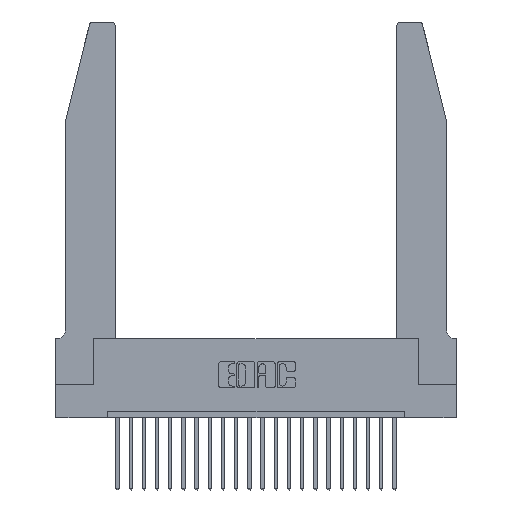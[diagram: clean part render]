
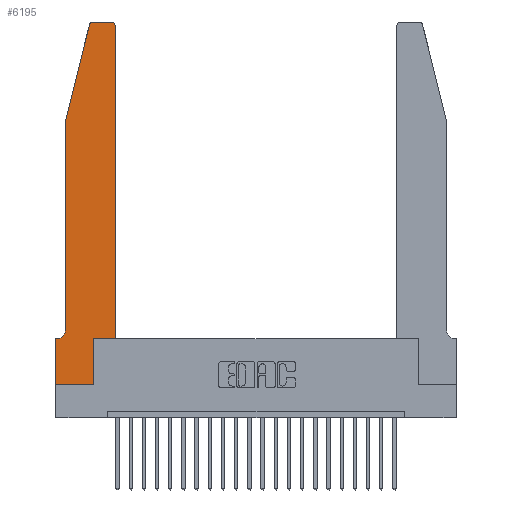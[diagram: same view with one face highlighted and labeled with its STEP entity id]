
A CAD part, top view. The second image highlights one B-rep face of the part: STEP entity #6195.
In plain terms, the highlighted planar face has unit normal (0, 0, 1).
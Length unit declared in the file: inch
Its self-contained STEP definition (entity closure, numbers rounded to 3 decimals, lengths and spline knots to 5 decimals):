
#172 = EDGE_CURVE ( 'NONE', #6193, #11607, #3798, .T. ) ;
#1087 = ORIENTED_EDGE ( 'NONE', *, *, #6299, .T. ) ;
#1240 = LINE ( 'NONE', #1521, #11688 ) ;
#1521 = CARTESIAN_POINT ( 'NONE',  ( 0.2865, 0.35, 0.37 ) ) ;
#1534 = VERTEX_POINT ( 'NONE', #19483 ) ;
#1950 = ORIENTED_EDGE ( 'NONE', *, *, #18337, .T. ) ;
#1986 = VECTOR ( 'NONE', #17943, 39.37008 ) ;
#2682 = ORIENTED_EDGE ( 'NONE', *, *, #172, .T. ) ;
#3683 = CARTESIAN_POINT ( 'NONE',  ( 0.0055, 0.42, 0.37 ) ) ;
#3789 = LINE ( 'NONE', #6776, #5538 ) ;
#3798 = LINE ( 'NONE', #4605, #22121 ) ;
#3863 = LINE ( 'NONE', #6035, #15548 ) ;
#3973 = AXIS2_PLACEMENT_3D ( 'NONE', #17506, #10139, #15784 ) ;
#4076 = EDGE_CURVE ( 'NONE', #20910, #16269, #7482, .T. ) ;
#4457 = FACE_OUTER_BOUND ( 'NONE', #19001, .T. ) ;
#4605 = CARTESIAN_POINT ( 'NONE',  ( 0.0755, 2., 0.37 ) ) ;
#4619 = EDGE_CURVE ( 'NONE', #5802, #22252, #19756, .T. ) ;
#5028 = CARTESIAN_POINT ( 'NONE',  ( 0., 0., 0.37 ) ) ;
#5176 = ORIENTED_EDGE ( 'NONE', *, *, #4076, .T. ) ;
#5195 = ORIENTED_EDGE ( 'NONE', *, *, #18146, .T. ) ;
#5211 = DIRECTION ( 'NONE',  ( -1., 0., 0. ) ) ;
#5347 = CARTESIAN_POINT ( 'NONE',  ( 0.0755, 2., 0.37 ) ) ;
#5538 = VECTOR ( 'NONE', #5211, 39.37008 ) ;
#5625 = VERTEX_POINT ( 'NONE', #10483 ) ;
#5802 = VERTEX_POINT ( 'NONE', #6876 ) ;
#6008 = ORIENTED_EDGE ( 'NONE', *, *, #7011, .T. ) ;
#6035 = CARTESIAN_POINT ( 'NONE',  ( 0., 0., 0.37 ) ) ;
#6193 = VERTEX_POINT ( 'NONE', #19655 ) ;
#6195 = ADVANCED_FACE ( 'NONE', ( #4457 ), #8844, .T. ) ;
#6299 = EDGE_CURVE ( 'NONE', #1534, #15538, #12638, .T. ) ;
#6776 = CARTESIAN_POINT ( 'NONE',  ( 0.0755, 0.35, 0.37 ) ) ;
#6876 = CARTESIAN_POINT ( 'NONE',  ( 0.4205, 2.75, 0.37 ) ) ;
#7011 = EDGE_CURVE ( 'NONE', #16269, #1534, #1240, .T. ) ;
#7308 = AXIS2_PLACEMENT_3D ( 'NONE', #20510, #7324, #9410 ) ;
#7324 = DIRECTION ( 'NONE',  ( 0., 0., 1. ) ) ;
#7482 = LINE ( 'NONE', #5028, #1986 ) ;
#7526 = VECTOR ( 'NONE', #8961, 39.37008 ) ;
#7656 = VECTOR ( 'NONE', #11699, 39.37008 ) ;
#8131 = CARTESIAN_POINT ( 'NONE',  ( 0.4505, 2.72, 0.37 ) ) ;
#8196 = CIRCLE ( 'NONE', #11040, 0.03 ) ;
#8221 = EDGE_CURVE ( 'NONE', #14345, #15912, #3789, .T. ) ;
#8288 = CARTESIAN_POINT ( 'NONE',  ( 0., 0.35, 0.37 ) ) ;
#8445 = CIRCLE ( 'NONE', #3973, 0.03 ) ;
#8844 = PLANE ( 'NONE',  #7308 ) ;
#8925 = EDGE_CURVE ( 'NONE', #15538, #14418, #16908, .T. ) ;
#8961 = DIRECTION ( 'NONE',  ( 0., 1., 0. ) ) ;
#9167 = CARTESIAN_POINT ( 'NONE',  ( 0., 0., 0.37 ) ) ;
#9410 = DIRECTION ( 'NONE',  ( 1., 0., 0. ) ) ;
#9971 = CARTESIAN_POINT ( 'NONE',  ( 0.4505, 0.35, 0.37 ) ) ;
#10052 = ORIENTED_EDGE ( 'NONE', *, *, #13746, .T. ) ;
#10139 = DIRECTION ( 'NONE',  ( 0., 0., 1. ) ) ;
#10483 = CARTESIAN_POINT ( 'NONE',  ( 0.0755, 0.42, 0.37 ) ) ;
#10486 = CARTESIAN_POINT ( 'NONE',  ( 0.2605, 2.75, 0.37 ) ) ;
#10643 = DIRECTION ( 'NONE',  ( -1., 0., 0. ) ) ;
#10814 = VECTOR ( 'NONE', #13864, 39.37008 ) ;
#11005 = DIRECTION ( 'NONE',  ( 0., 1., 0. ) ) ;
#11040 = AXIS2_PLACEMENT_3D ( 'NONE', #15431, #11897, #17235 ) ;
#11179 = EDGE_CURVE ( 'NONE', #5625, #14345, #20603, .T. ) ;
#11535 = ORIENTED_EDGE ( 'NONE', *, *, #15434, .T. ) ;
#11607 = VERTEX_POINT ( 'NONE', #5347 ) ;
#11688 = VECTOR ( 'NONE', #11005, 39.37008 ) ;
#11699 = DIRECTION ( 'NONE',  ( 1., 0., 0. ) ) ;
#11897 = DIRECTION ( 'NONE',  ( 0., 0., 1. ) ) ;
#12298 = CARTESIAN_POINT ( 'NONE',  ( 0.0755, 2., 0.37 ) ) ;
#12638 = LINE ( 'NONE', #20808, #7656 ) ;
#12848 = LINE ( 'NONE', #12298, #10814 ) ;
#13290 = CARTESIAN_POINT ( 'NONE',  ( 0.2865, 0., 0.37 ) ) ;
#13549 = ORIENTED_EDGE ( 'NONE', *, *, #8925, .T. ) ;
#13746 = EDGE_CURVE ( 'NONE', #15912, #20910, #3863, .T. ) ;
#13864 = DIRECTION ( 'NONE',  ( 0., -1., 0. ) ) ;
#14345 = VERTEX_POINT ( 'NONE', #21084 ) ;
#14418 = VERTEX_POINT ( 'NONE', #8131 ) ;
#14427 = ORIENTED_EDGE ( 'NONE', *, *, #4619, .T. ) ;
#14783 = VECTOR ( 'NONE', #10643, 39.37008 ) ;
#15431 = CARTESIAN_POINT ( 'NONE',  ( 0.4205, 2.72, 0.37 ) ) ;
#15434 = EDGE_CURVE ( 'NONE', #22252, #6193, #8445, .T. ) ;
#15538 = VERTEX_POINT ( 'NONE', #9971 ) ;
#15548 = VECTOR ( 'NONE', #19100, 39.37008 ) ;
#15784 = DIRECTION ( 'NONE',  ( 1., 0., 0. ) ) ;
#15912 = VERTEX_POINT ( 'NONE', #8288 ) ;
#16269 = VERTEX_POINT ( 'NONE', #13290 ) ;
#16504 = CARTESIAN_POINT ( 'NONE',  ( 0.284, 2.75, 0.37 ) ) ;
#16746 = DIRECTION ( 'NONE',  ( -1., 0., 0. ) ) ;
#16908 = LINE ( 'NONE', #19934, #7526 ) ;
#17235 = DIRECTION ( 'NONE',  ( 1., 0., 0. ) ) ;
#17506 = CARTESIAN_POINT ( 'NONE',  ( 0.284, 2.72, 0.37 ) ) ;
#17622 = DIRECTION ( 'NONE',  ( -0.239, -0.971, 0. ) ) ;
#17943 = DIRECTION ( 'NONE',  ( 1., 0., 0. ) ) ;
#18146 = EDGE_CURVE ( 'NONE', #14418, #5802, #8196, .T. ) ;
#18337 = EDGE_CURVE ( 'NONE', #11607, #5625, #12848, .T. ) ;
#19001 = EDGE_LOOP ( 'NONE', ( #14427, #11535, #2682, #1950, #22716, #21137, #10052, #5176, #6008, #1087, #13549, #5195 ) ) ;
#19100 = DIRECTION ( 'NONE',  ( 0., -1., 0. ) ) ;
#19483 = CARTESIAN_POINT ( 'NONE',  ( 0.2865, 0.35, 0.37 ) ) ;
#19655 = CARTESIAN_POINT ( 'NONE',  ( 0.25487, 2.72718, 0.37 ) ) ;
#19756 = LINE ( 'NONE', #10486, #14783 ) ;
#19934 = CARTESIAN_POINT ( 'NONE',  ( 0.4505, 0.35, 0.37 ) ) ;
#20510 = CARTESIAN_POINT ( 'NONE',  ( 0., 0.35, 0.37 ) ) ;
#20603 = CIRCLE ( 'NONE', #21703, 0.07 ) ;
#20808 = CARTESIAN_POINT ( 'NONE',  ( 0.4505, 0.35, 0.37 ) ) ;
#20910 = VERTEX_POINT ( 'NONE', #9167 ) ;
#21084 = CARTESIAN_POINT ( 'NONE',  ( 0.0055, 0.35, 0.37 ) ) ;
#21137 = ORIENTED_EDGE ( 'NONE', *, *, #8221, .T. ) ;
#21703 = AXIS2_PLACEMENT_3D ( 'NONE', #3683, #24002, #16746 ) ;
#22121 = VECTOR ( 'NONE', #17622, 39.37008 ) ;
#22252 = VERTEX_POINT ( 'NONE', #16504 ) ;
#22716 = ORIENTED_EDGE ( 'NONE', *, *, #11179, .T. ) ;
#24002 = DIRECTION ( 'NONE',  ( 0., 0., -1. ) ) ;
